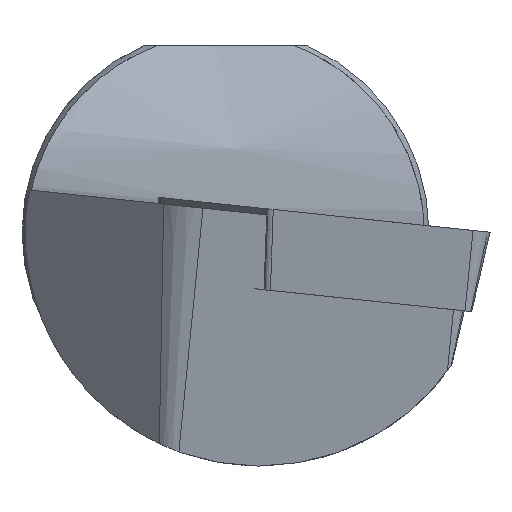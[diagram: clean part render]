
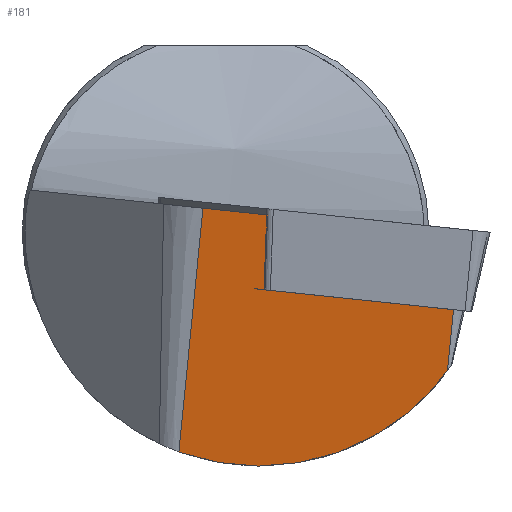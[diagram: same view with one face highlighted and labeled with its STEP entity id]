
A CAD part, left-side view. The second image highlights one B-rep face of the part: STEP entity #181.
In plain terms, the highlighted planar face has unit normal (-0.991, 0.064, -0.116).
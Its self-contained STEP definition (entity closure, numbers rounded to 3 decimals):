
#181=ADVANCED_FACE('',(#235),#217,.T.);
#217=PLANE('',#746);
#235=FACE_OUTER_BOUND('',#270,.T.);
#270=EDGE_LOOP('',(#321,#322,#323,#324,#325,#326));
#308=ELLIPSE('',#745,11.602,11.5);
#321=ORIENTED_EDGE('',*,*,#566,.F.);
#322=ORIENTED_EDGE('',*,*,#567,.T.);
#323=ORIENTED_EDGE('',*,*,#568,.T.);
#324=ORIENTED_EDGE('',*,*,#569,.T.);
#325=ORIENTED_EDGE('',*,*,#570,.F.);
#326=ORIENTED_EDGE('',*,*,#571,.F.);
#505=VERTEX_POINT('',#990);
#506=VERTEX_POINT('',#991);
#507=VERTEX_POINT('',#993);
#508=VERTEX_POINT('',#995);
#509=VERTEX_POINT('',#997);
#510=VERTEX_POINT('',#999);
#566=EDGE_CURVE('',#505,#506,#656,.T.);
#567=EDGE_CURVE('',#505,#507,#657,.T.);
#568=EDGE_CURVE('',#507,#508,#658,.T.);
#569=EDGE_CURVE('',#508,#509,#308,.T.);
#570=EDGE_CURVE('',#510,#509,#659,.T.);
#571=EDGE_CURVE('',#506,#510,#660,.T.);
#656=LINE('',#989,#700);
#657=LINE('',#992,#701);
#658=LINE('',#994,#702);
#659=LINE('',#998,#703);
#660=LINE('',#1000,#704);
#700=VECTOR('',#816,1.);
#701=VECTOR('',#817,1.);
#702=VECTOR('',#818,1.);
#703=VECTOR('',#821,1.);
#704=VECTOR('',#822,1.);
#745=AXIS2_PLACEMENT_3D('',#996,#819,#820);
#746=AXIS2_PLACEMENT_3D('',#1001,#823,#824);
#816=DIRECTION('',(0.118,0.034,-0.992));
#817=DIRECTION('',(0.052,0.993,0.104));
#818=DIRECTION('',(0.122,0.097,-0.988));
#819=DIRECTION('',(-0.991,0.064,-0.116));
#820=DIRECTION('',(0.132,0.48,-0.867));
#821=DIRECTION('',(0.122,0.097,-0.988));
#822=DIRECTION('',(-0.052,-0.993,-0.104));
#823=DIRECTION('',(-0.991,0.064,-0.116));
#824=DIRECTION('',(-0.116,0.,0.993));
#989=CARTESIAN_POINT('',(0.7,-2.056,0.538));
#990=CARTESIAN_POINT('',(0.665,-2.067,0.84));
#991=CARTESIAN_POINT('',(1.102,-1.939,-2.837));
#992=CARTESIAN_POINT('',(0.742,-0.589,0.995));
#993=CARTESIAN_POINT('',(0.831,1.108,1.174));
#994=CARTESIAN_POINT('',(0.794,1.078,1.472));
#995=CARTESIAN_POINT('',(2.307,2.289,-10.804));
#996=CARTESIAN_POINT('',(0.79,-1.65,0.));
#997=CARTESIAN_POINT('',(0.987,-10.91,-6.819));
#998=CARTESIAN_POINT('',(0.13,-11.597,0.14));
#999=CARTESIAN_POINT('',(0.617,-11.207,-3.811));
#1000=CARTESIAN_POINT('',(0.617,-11.207,-3.811));
#1001=CARTESIAN_POINT('',(0.13,-11.597,0.14));
